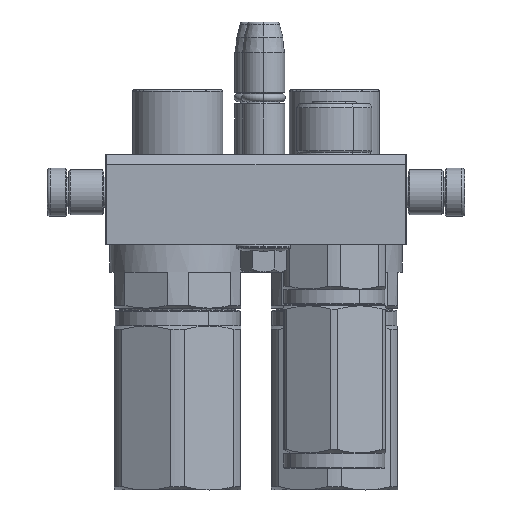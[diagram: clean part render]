
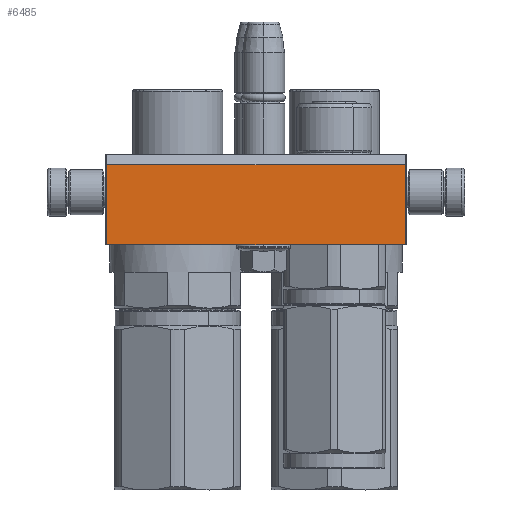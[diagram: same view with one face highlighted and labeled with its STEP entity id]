
A CAD part, left-side view. The second image highlights one B-rep face of the part: STEP entity #6485.
In plain terms, the highlighted face is planar.
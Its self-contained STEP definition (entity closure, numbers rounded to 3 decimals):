
#1805 = CARTESIAN_POINT ( 'NONE',  ( -50., -15., 56. ) ) ;
#2524 = VERTEX_POINT ( 'NONE', #18796 ) ;
#3268 = VECTOR ( 'NONE', #15954, 1000. ) ;
#6485 = ADVANCED_FACE ( 'NONE', ( #26003 ), #61717, .T. ) ;
#8648 = VERTEX_POINT ( 'NONE', #49392 ) ;
#11243 = CARTESIAN_POINT ( 'NONE',  ( -49.5, -15., 56. ) ) ;
#13807 = LINE ( 'NONE', #77334, #31619 ) ;
#15377 = LINE ( 'NONE', #25711, #3268 ) ;
#15954 = DIRECTION ( 'NONE',  ( 1., 0., 0. ) ) ;
#18796 = CARTESIAN_POINT ( 'NONE',  ( -49.5, 11.536, 56. ) ) ;
#22189 = CARTESIAN_POINT ( 'NONE',  ( 49.5, 11.536, 56. ) ) ;
#22605 = LINE ( 'NONE', #47521, #38545 ) ;
#22608 = AXIS2_PLACEMENT_3D ( 'NONE', #1805, #68447, #31587 ) ;
#25126 = LINE ( 'NONE', #11243, #75690 ) ;
#25711 = CARTESIAN_POINT ( 'NONE',  ( -49.5, -15., 56. ) ) ;
#26003 = FACE_OUTER_BOUND ( 'NONE', #69085, .T. ) ;
#29395 = DIRECTION ( 'NONE',  ( 0., 1., 0. ) ) ;
#31587 = DIRECTION ( 'NONE',  ( 1., 0., 0. ) ) ;
#31619 = VECTOR ( 'NONE', #29395, 1000. ) ;
#34317 = DIRECTION ( 'NONE',  ( 0., 1., 0. ) ) ;
#38545 = VECTOR ( 'NONE', #59333, 1000. ) ;
#40448 = ORIENTED_EDGE ( 'NONE', *, *, #53815, .T. ) ;
#42756 = CARTESIAN_POINT ( 'NONE',  ( -49.5, -15., 56. ) ) ;
#42870 = VERTEX_POINT ( 'NONE', #42756 ) ;
#44483 = EDGE_CURVE ( 'NONE', #2524, #74160, #22605, .T. ) ;
#46897 = ORIENTED_EDGE ( 'NONE', *, *, #57846, .F. ) ;
#47521 = CARTESIAN_POINT ( 'NONE',  ( -49.5, 11.536, 56. ) ) ;
#49392 = CARTESIAN_POINT ( 'NONE',  ( 49.5, -15., 56. ) ) ;
#53815 = EDGE_CURVE ( 'NONE', #42870, #8648, #15377, .T. ) ;
#57846 = EDGE_CURVE ( 'NONE', #42870, #2524, #25126, .T. ) ;
#59333 = DIRECTION ( 'NONE',  ( 1., 0., 0. ) ) ;
#61717 = PLANE ( 'NONE',  #22608 ) ;
#63890 = EDGE_CURVE ( 'NONE', #8648, #74160, #13807, .T. ) ;
#68447 = DIRECTION ( 'NONE',  ( 0., 0., 1. ) ) ;
#69085 = EDGE_LOOP ( 'NONE', ( #40448, #69269, #75531, #46897 ) ) ;
#69269 = ORIENTED_EDGE ( 'NONE', *, *, #63890, .T. ) ;
#74160 = VERTEX_POINT ( 'NONE', #22189 ) ;
#75531 = ORIENTED_EDGE ( 'NONE', *, *, #44483, .F. ) ;
#75690 = VECTOR ( 'NONE', #34317, 1000. ) ;
#77334 = CARTESIAN_POINT ( 'NONE',  ( 49.5, -15., 56. ) ) ;
